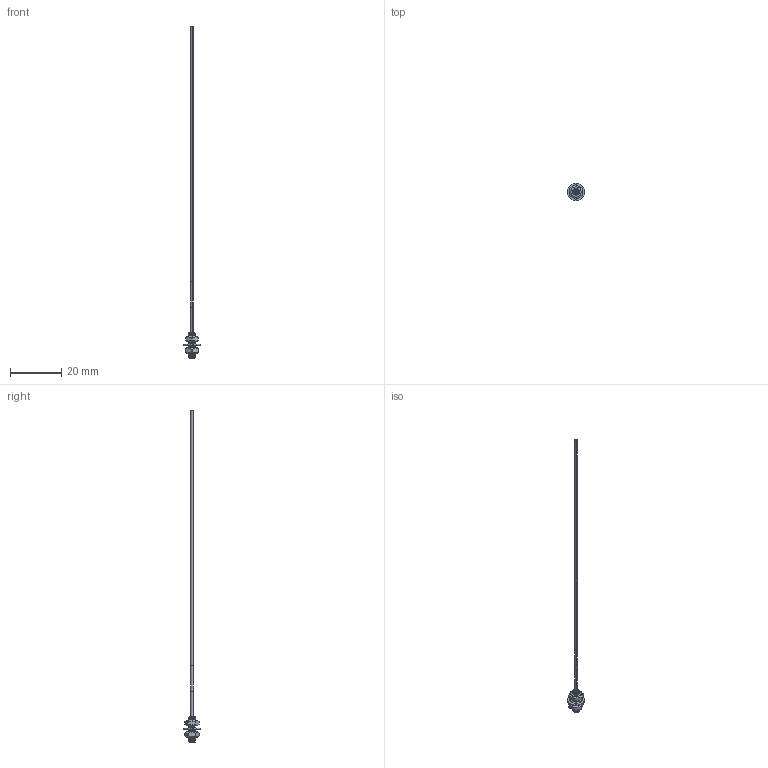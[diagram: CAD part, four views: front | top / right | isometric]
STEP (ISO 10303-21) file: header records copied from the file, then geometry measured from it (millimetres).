
FILE_DESCRIPTION((''),'2;1');
FILE_NAME('188740_ASM','2016-01-12T',('pdmadmin'),(''),'PRO/ENGINEER BY PARAMETRIC TECHNOLOGY CORPORATION, 2013230','PRO/ENGINEER BY PARAMETRIC TECHNOLOGY CORPORATION, 2013230','');
FILE_SCHEMA(('CONFIG_CONTROL_DESIGN'));
Length unit declared in the file: inch
Products named in the file (6): 39143; 30800; 39109; 39108; FIBER_CORE_010_0-25; 188740_ASM
Assembly tree (6 placements, depth 2):
  188740_ASM
    39143
    30800
    39109
    39108  x2
    FIBER_CORE_010_0-25
Bounding box: 6.86 x 6.86 x 129.91 mm (x, y, z)
Volume: 202.7 mm3; surface area: 903 mm2
Topology: 6 solids, 9 shells, 168 faces, 446 edges, 290 vertices
Faces by surface type: cylinder 98, plane 40, bspline 18, cone 12
Entity records: 10248 total; most frequent: CARTESIAN_POINT 6673, ORIENTED_EDGE 764, DIRECTION 645, EDGE_CURVE 386, VERTEX_POINT 250, AXIS2_PLACEMENT_3D 242, VECTOR 161, LINE 161
